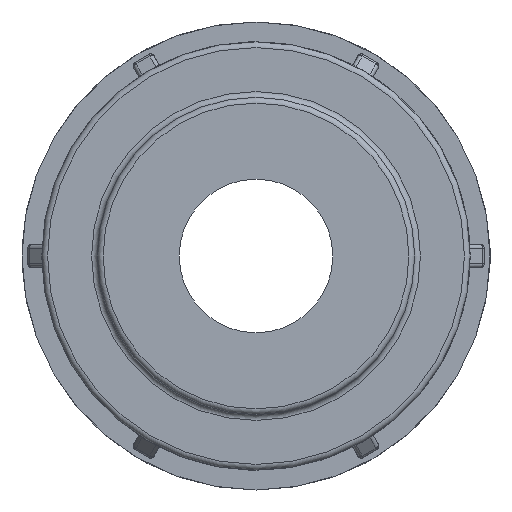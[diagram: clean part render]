
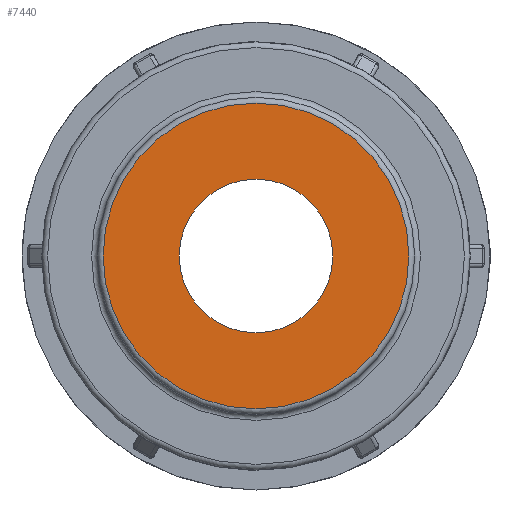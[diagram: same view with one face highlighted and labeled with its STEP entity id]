
A CAD part, left-side view. The second image highlights one B-rep face of the part: STEP entity #7440.
In plain terms, the highlighted planar face has unit normal (-1, 0, 0).
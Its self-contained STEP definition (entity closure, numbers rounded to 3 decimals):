
#29=FACE_BOUND('',#1382,.T.);
#285=PLANE('',#8349);
#911=FACE_OUTER_BOUND('',#1381,.T.);
#1381=EDGE_LOOP('',(#6701));
#1382=EDGE_LOOP('',(#6702));
#2799=CIRCLE('',#8345,12.741);
#2802=CIRCLE('',#8350,6.4);
#3472=VERTEX_POINT('',#14291);
#3475=VERTEX_POINT('',#14299);
#4573=EDGE_CURVE('',#3472,#3472,#2799,.T.);
#4576=EDGE_CURVE('',#3475,#3475,#2802,.T.);
#6701=ORIENTED_EDGE('',*,*,#4573,.F.);
#6702=ORIENTED_EDGE('',*,*,#4576,.T.);
#7440=ADVANCED_FACE('',(#911,#29),#285,.T.);
#8345=AXIS2_PLACEMENT_3D('',#14292,#10603,#10604);
#8349=AXIS2_PLACEMENT_3D('',#14298,#10611,#10612);
#8350=AXIS2_PLACEMENT_3D('',#14300,#10613,#10614);
#10603=DIRECTION('center_axis',(1.,0.,0.));
#10604=DIRECTION('ref_axis',(0.,-1.,0.));
#10611=DIRECTION('center_axis',(-1.,0.,0.));
#10612=DIRECTION('ref_axis',(0.,0.,1.));
#10613=DIRECTION('center_axis',(1.,0.,0.));
#10614=DIRECTION('ref_axis',(0.,0.,-1.));
#14291=CARTESIAN_POINT('',(-19.55,12.741,0.));
#14292=CARTESIAN_POINT('Origin',(-19.55,0.,0.));
#14298=CARTESIAN_POINT('Origin',(-19.55,13.221,0.));
#14299=CARTESIAN_POINT('',(-19.55,6.4,0.));
#14300=CARTESIAN_POINT('Origin',(-19.55,0.,0.));
